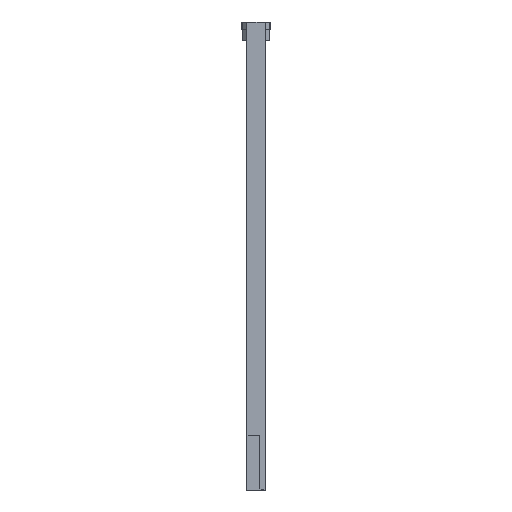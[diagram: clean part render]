
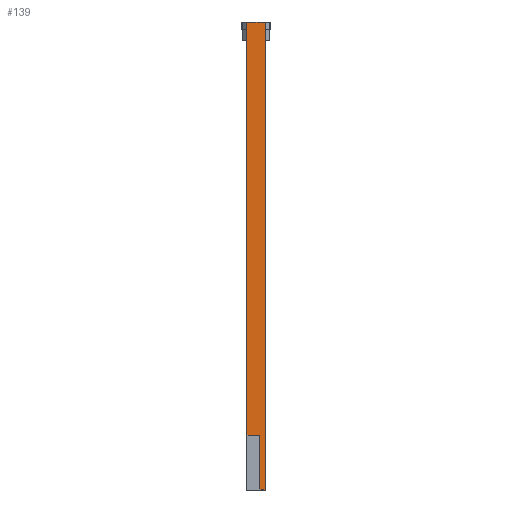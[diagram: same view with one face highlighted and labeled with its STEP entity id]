
A CAD part, left-side view. The second image highlights one B-rep face of the part: STEP entity #139.
In plain terms, the highlighted planar face has unit normal (-1, 0, 0).
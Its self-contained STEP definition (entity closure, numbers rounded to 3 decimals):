
#139 = ADVANCED_FACE ( 'NONE', ( #728 ), #213, .F. ) ;
#210 = CARTESIAN_POINT ( 'NONE',  ( -27., -1.65, 0. ) ) ;
#213 = PLANE ( 'NONE',  #3044 ) ;
#326 = CARTESIAN_POINT ( 'NONE',  ( -27., 1.65, 0. ) ) ;
#353 = CARTESIAN_POINT ( 'NONE',  ( -27., -1.65, -85.6 ) ) ;
#364 = ORIENTED_EDGE ( 'NONE', *, *, #859, .F. ) ;
#498 = ORIENTED_EDGE ( 'NONE', *, *, #4034, .T. ) ;
#728 = FACE_OUTER_BOUND ( 'NONE', #3319, .T. ) ;
#848 = DIRECTION ( 'NONE',  ( 0., -1., 0. ) ) ;
#856 = CARTESIAN_POINT ( 'NONE',  ( -27., 1.65, 0. ) ) ;
#859 = EDGE_CURVE ( 'NONE', #2530, #6583, #2888, .T. ) ;
#868 = ORIENTED_EDGE ( 'NONE', *, *, #1985, .F. ) ;
#977 = CARTESIAN_POINT ( 'NONE',  ( -27., -0.65, -75.6 ) ) ;
#1011 = VECTOR ( 'NONE', #1722, 1000. ) ;
#1022 = VECTOR ( 'NONE', #4348, 1000. ) ;
#1158 = VECTOR ( 'NONE', #4222, 1000. ) ;
#1366 = LINE ( 'NONE', #856, #1022 ) ;
#1471 = VECTOR ( 'NONE', #3328, 1000. ) ;
#1722 = DIRECTION ( 'NONE',  ( 0., -1., 0. ) ) ;
#1985 = EDGE_CURVE ( 'NONE', #3034, #2530, #1366, .T. ) ;
#2151 = LINE ( 'NONE', #5845, #1158 ) ;
#2278 = DIRECTION ( 'NONE',  ( 0., 0., -1. ) ) ;
#2366 = EDGE_CURVE ( 'NONE', #5943, #6583, #5494, .T. ) ;
#2385 = EDGE_CURVE ( 'NONE', #4001, #5943, #2840, .T. ) ;
#2530 = VERTEX_POINT ( 'NONE', #5124 ) ;
#2652 = ORIENTED_EDGE ( 'NONE', *, *, #2366, .T. ) ;
#2755 = VECTOR ( 'NONE', #848, 1000. ) ;
#2793 = DIRECTION ( 'NONE',  ( 0., 1., 0. ) ) ;
#2840 = LINE ( 'NONE', #5398, #2755 ) ;
#2846 = DIRECTION ( 'NONE',  ( 1., 0., 0. ) ) ;
#2888 = LINE ( 'NONE', #326, #1011 ) ;
#3026 = CARTESIAN_POINT ( 'NONE',  ( -27., 1.65, -75.6 ) ) ;
#3034 = VERTEX_POINT ( 'NONE', #3026 ) ;
#3044 = AXIS2_PLACEMENT_3D ( 'NONE', #5936, #2846, #2278 ) ;
#3319 = EDGE_LOOP ( 'NONE', ( #4197, #498, #4191, #2652, #364, #868 ) ) ;
#3328 = DIRECTION ( 'NONE',  ( 0., 0., 1. ) ) ;
#3544 = VECTOR ( 'NONE', #2793, 1000. ) ;
#3748 = LINE ( 'NONE', #5313, #3544 ) ;
#4000 = EDGE_CURVE ( 'NONE', #4945, #3034, #3748, .T. ) ;
#4001 = VERTEX_POINT ( 'NONE', #4294 ) ;
#4034 = EDGE_CURVE ( 'NONE', #4945, #4001, #2151, .T. ) ;
#4191 = ORIENTED_EDGE ( 'NONE', *, *, #2385, .T. ) ;
#4197 = ORIENTED_EDGE ( 'NONE', *, *, #4000, .F. ) ;
#4222 = DIRECTION ( 'NONE',  ( 0., 0., -1. ) ) ;
#4294 = CARTESIAN_POINT ( 'NONE',  ( -27., -0.65, -85.6 ) ) ;
#4348 = DIRECTION ( 'NONE',  ( 0., 0., 1. ) ) ;
#4945 = VERTEX_POINT ( 'NONE', #977 ) ;
#5124 = CARTESIAN_POINT ( 'NONE',  ( -27., 1.65, 0. ) ) ;
#5313 = CARTESIAN_POINT ( 'NONE',  ( -27., 1.65, -75.6 ) ) ;
#5398 = CARTESIAN_POINT ( 'NONE',  ( -27., 1.65, -85.6 ) ) ;
#5494 = LINE ( 'NONE', #210, #1471 ) ;
#5845 = CARTESIAN_POINT ( 'NONE',  ( -27., -0.65, -75.6 ) ) ;
#5936 = CARTESIAN_POINT ( 'NONE',  ( -27., 1.65, 0. ) ) ;
#5943 = VERTEX_POINT ( 'NONE', #353 ) ;
#6490 = CARTESIAN_POINT ( 'NONE',  ( -27., -1.65, 0. ) ) ;
#6583 = VERTEX_POINT ( 'NONE', #6490 ) ;
